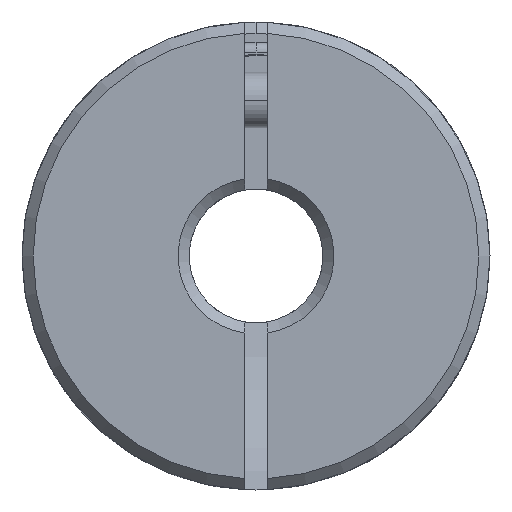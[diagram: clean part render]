
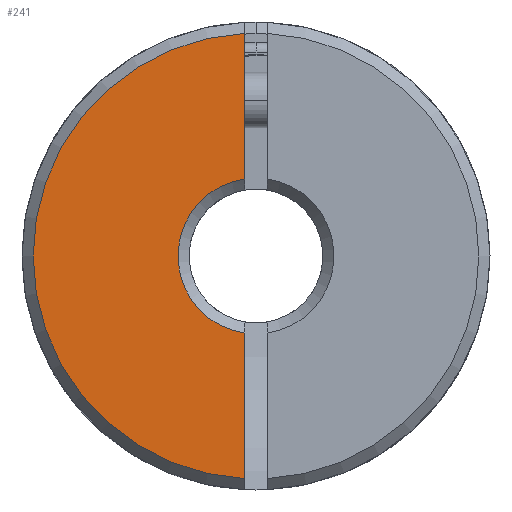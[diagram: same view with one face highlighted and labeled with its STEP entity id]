
A CAD part, left-side view. The second image highlights one B-rep face of the part: STEP entity #241.
In plain terms, the highlighted planar face has unit normal (-1, 0, 0).
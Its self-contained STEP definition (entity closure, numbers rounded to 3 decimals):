
#241=ADVANCED_FACE('',(#677),#678,.F.);
#677=FACE_OUTER_BOUND('',#1169,.T.);
#678=PLANE('',#1170);
#1169=EDGE_LOOP('',(#2795,#2796,#2797,#2798));
#1170=AXIS2_PLACEMENT_3D('',#2799,#2800,#2801);
#2795=ORIENTED_EDGE('',*,*,#3591,.T.);
#2796=ORIENTED_EDGE('',*,*,#3595,.F.);
#2797=ORIENTED_EDGE('',*,*,#3596,.T.);
#2798=ORIENTED_EDGE('',*,*,#3593,.F.);
#2799=CARTESIAN_POINT('',(-9.7,3.75,0.0));
#2800=DIRECTION('',(1.0,0.0,0.0));
#2801=DIRECTION('',(0.0,0.0,-1.0));
#3591=EDGE_CURVE('',#4508,#4506,#4509,.T.);
#3593=EDGE_CURVE('',#4508,#4511,#4512,.T.);
#3595=EDGE_CURVE('',#4514,#4506,#4515,.T.);
#3596=EDGE_CURVE('',#4514,#4511,#4516,.T.);
#4506=VERTEX_POINT('',#5978);
#4508=VERTEX_POINT('',#5980);
#4509=LINE('',#5981,#5982);
#4511=VERTEX_POINT('',#5985);
#4512=CIRCLE('',#5986,10.0);
#4514=VERTEX_POINT('',#5989);
#4515=CIRCLE('',#5990,3.5);
#4516=LINE('',#5991,#5992);
#5978=CARTESIAN_POINT('',(-9.7,4.25,-3.464));
#5980=CARTESIAN_POINT('',(-9.7,4.25,-9.987));
#5981=CARTESIAN_POINT('',(-9.7,4.25,-9.987));
#5982=VECTOR('',#7267,6.523);
#5985=CARTESIAN_POINT('',(-9.7,4.25,9.987));
#5986=AXIS2_PLACEMENT_3D('',#7269,#7270,#7271);
#5989=CARTESIAN_POINT('',(-9.7,4.25,3.464));
#5990=AXIS2_PLACEMENT_3D('',#7273,#7274,#7275);
#5991=CARTESIAN_POINT('',(-9.7,4.25,3.464));
#5992=VECTOR('',#7276,6.523);
#7267=DIRECTION('',(0.0,0.0,1.0));
#7269=CARTESIAN_POINT('',(-9.7,3.75,0.0));
#7270=DIRECTION('',(1.0,0.0,0.0));
#7271=DIRECTION('',(0.0,0.0,-1.0));
#7273=CARTESIAN_POINT('',(-9.7,3.75,0.0));
#7274=DIRECTION('',(-1.0,0.0,0.0));
#7275=DIRECTION('',(0.0,0.0,-1.0));
#7276=DIRECTION('',(0.0,0.0,1.0));
